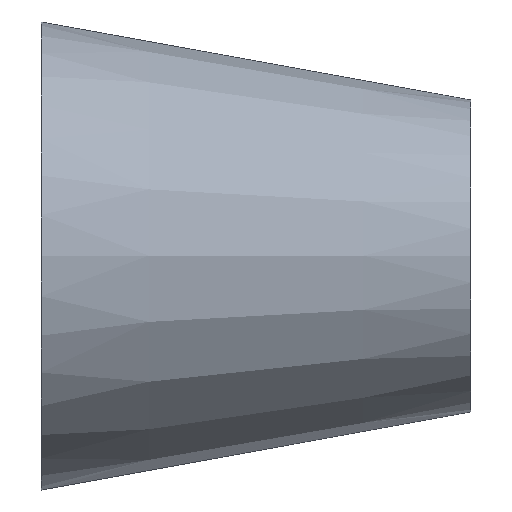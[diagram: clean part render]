
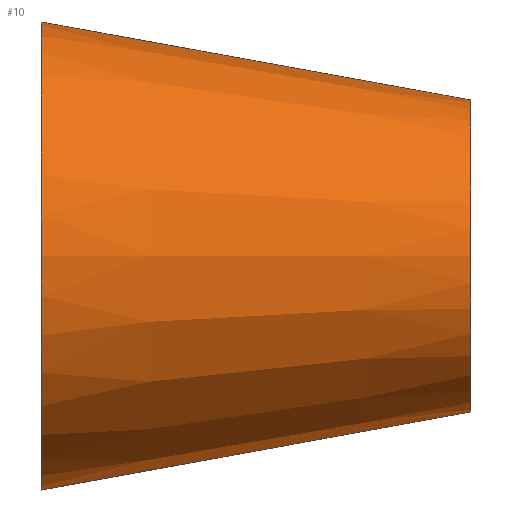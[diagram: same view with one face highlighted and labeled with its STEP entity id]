
A CAD part, top view. The second image highlights one B-rep face of the part: STEP entity #10.
In plain terms, the highlighted conical face has half-angle 10.283 degrees and reference radius 25.4 mm.
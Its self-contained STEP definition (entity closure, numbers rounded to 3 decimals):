
#10 = ADVANCED_FACE ( 'NONE', ( #27 ), #17, .T. ) ;
#11 = DIRECTION ( 'NONE',  ( -0.984, 0.179, 0. ) ) ;
#14 = CARTESIAN_POINT ( 'NONE',  ( 70., -32.648, 0. ) ) ;
#17 = CONICAL_SURFACE ( 'NONE', #109, 25.4, 0.179 ) ;
#24 = VERTEX_POINT ( 'NONE', #177 ) ;
#25 = CIRCLE ( 'NONE', #30, 38.1 ) ;
#27 = FACE_OUTER_BOUND ( 'NONE', #116, .T. ) ;
#28 = CIRCLE ( 'NONE', #152, 25.4 ) ;
#30 = AXIS2_PLACEMENT_3D ( 'NONE', #94, #82, #100 ) ;
#42 = VERTEX_POINT ( 'NONE', #73 ) ;
#49 = DIRECTION ( 'NONE',  ( -1., 0., 0. ) ) ;
#56 = LINE ( 'NONE', #195, #205 ) ;
#68 = CARTESIAN_POINT ( 'NONE',  ( 70., -32.648, 0. ) ) ;
#71 = DIRECTION ( 'NONE',  ( -1., 0., 0. ) ) ;
#73 = CARTESIAN_POINT ( 'NONE',  ( 70., 18.152, 0. ) ) ;
#81 = DIRECTION ( 'NONE',  ( 0., -1., 0. ) ) ;
#82 = DIRECTION ( 'NONE',  ( -1., 0., 0. ) ) ;
#90 = EDGE_CURVE ( 'NONE', #42, #24, #56, .T. ) ;
#92 = LINE ( 'NONE', #14, #180 ) ;
#93 = EDGE_CURVE ( 'NONE', #119, #140, #92, .T. ) ;
#94 = CARTESIAN_POINT ( 'NONE',  ( 0., -7.248, 0. ) ) ;
#98 = DIRECTION ( 'NONE',  ( -0.984, -0.179, 0. ) ) ;
#100 = DIRECTION ( 'NONE',  ( 0., -1., 0. ) ) ;
#109 = AXIS2_PLACEMENT_3D ( 'NONE', #143, #49, #111 ) ;
#111 = DIRECTION ( 'NONE',  ( 0., -1., 0. ) ) ;
#116 = EDGE_LOOP ( 'NONE', ( #197, #185, #204, #120 ) ) ;
#119 = VERTEX_POINT ( 'NONE', #68 ) ;
#120 = ORIENTED_EDGE ( 'NONE', *, *, #93, .F. ) ;
#140 = VERTEX_POINT ( 'NONE', #214 ) ;
#143 = CARTESIAN_POINT ( 'NONE',  ( 70., -7.248, 0. ) ) ;
#152 = AXIS2_PLACEMENT_3D ( 'NONE', #175, #71, #81 ) ;
#174 = EDGE_CURVE ( 'NONE', #119, #42, #28, .T. ) ;
#175 = CARTESIAN_POINT ( 'NONE',  ( 70., -7.248, 0. ) ) ;
#177 = CARTESIAN_POINT ( 'NONE',  ( 0., 30.852, 0. ) ) ;
#180 = VECTOR ( 'NONE', #98, 1000. ) ;
#182 = EDGE_CURVE ( 'NONE', #140, #24, #25, .T. ) ;
#185 = ORIENTED_EDGE ( 'NONE', *, *, #90, .T. ) ;
#195 = CARTESIAN_POINT ( 'NONE',  ( 70., 18.152, 0. ) ) ;
#197 = ORIENTED_EDGE ( 'NONE', *, *, #174, .T. ) ;
#204 = ORIENTED_EDGE ( 'NONE', *, *, #182, .F. ) ;
#205 = VECTOR ( 'NONE', #11, 1000. ) ;
#214 = CARTESIAN_POINT ( 'NONE',  ( 0., -45.348, 0. ) ) ;
